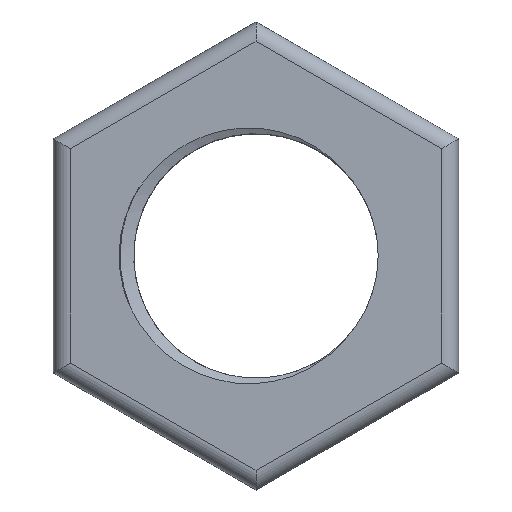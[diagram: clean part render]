
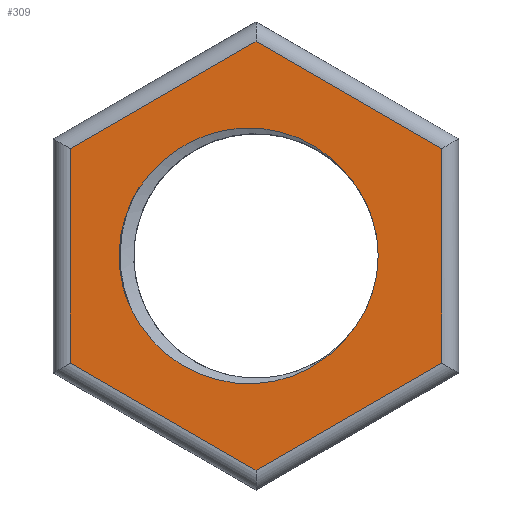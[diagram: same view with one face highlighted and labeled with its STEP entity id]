
A CAD part, top view. The second image highlights one B-rep face of the part: STEP entity #309.
In plain terms, the highlighted planar face has unit normal (0, 0, 1).
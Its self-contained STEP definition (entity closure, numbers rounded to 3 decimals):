
#113 = VERTEX_POINT('',#114);
#114 = CARTESIAN_POINT('',(-11.,6.351,8.));
#121 = EDGE_CURVE('',#113,#122,#124,.T.);
#122 = VERTEX_POINT('',#123);
#123 = CARTESIAN_POINT('',(0.,12.702,8.));
#124 = LINE('',#125,#126);
#125 = CARTESIAN_POINT('',(-11.5,6.062,8.));
#126 = VECTOR('',#127,1.);
#127 = DIRECTION('',(0.866,0.5,0.));
#264 = EDGE_CURVE('',#122,#265,#267,.T.);
#265 = VERTEX_POINT('',#266);
#266 = CARTESIAN_POINT('',(11.,6.351,8.));
#267 = LINE('',#268,#269);
#268 = CARTESIAN_POINT('',(-0.5,12.99,8.));
#269 = VECTOR('',#270,1.);
#270 = DIRECTION('',(0.866,-0.5,0.));
#291 = VERTEX_POINT('',#292);
#292 = CARTESIAN_POINT('',(-11.,-6.351,8.));
#299 = EDGE_CURVE('',#113,#291,#300,.T.);
#300 = LINE('',#301,#302);
#301 = CARTESIAN_POINT('',(-11.,6.928,8.));
#302 = VECTOR('',#303,1.);
#303 = DIRECTION('',(0.,-1.,0.));
#309 = ADVANCED_FACE('',(#310,#337),#483,.T.);
#310 = FACE_BOUND('',#311,.T.);
#311 = EDGE_LOOP('',(#312,#320,#328,#334,#335,#336));
#312 = ORIENTED_EDGE('',*,*,#313,.T.);
#313 = EDGE_CURVE('',#291,#314,#316,.T.);
#314 = VERTEX_POINT('',#315);
#315 = CARTESIAN_POINT('',(0.,-12.702,8.));
#316 = LINE('',#317,#318);
#317 = CARTESIAN_POINT('',(-11.5,-6.062,8.));
#318 = VECTOR('',#319,1.);
#319 = DIRECTION('',(0.866,-0.5,0.));
#320 = ORIENTED_EDGE('',*,*,#321,.T.);
#321 = EDGE_CURVE('',#314,#322,#324,.T.);
#322 = VERTEX_POINT('',#323);
#323 = CARTESIAN_POINT('',(11.,-6.351,8.));
#324 = LINE('',#325,#326);
#325 = CARTESIAN_POINT('',(-0.5,-12.99,8.));
#326 = VECTOR('',#327,1.);
#327 = DIRECTION('',(0.866,0.5,0.));
#328 = ORIENTED_EDGE('',*,*,#329,.F.);
#329 = EDGE_CURVE('',#265,#322,#330,.T.);
#330 = LINE('',#331,#332);
#331 = CARTESIAN_POINT('',(11.,6.928,8.));
#332 = VECTOR('',#333,1.);
#333 = DIRECTION('',(0.,-1.,0.));
#334 = ORIENTED_EDGE('',*,*,#264,.F.);
#335 = ORIENTED_EDGE('',*,*,#121,.F.);
#336 = ORIENTED_EDGE('',*,*,#299,.T.);
#337 = FACE_BOUND('',#338,.T.);
#338 = EDGE_LOOP('',(#339,#350,#359,#386,#442));
#339 = ORIENTED_EDGE('',*,*,#340,.T.);
#340 = EDGE_CURVE('',#341,#343,#345,.T.);
#341 = VERTEX_POINT('',#342);
#342 = CARTESIAN_POINT('',(5.118,5.118,8.));
#343 = VERTEX_POINT('',#344);
#344 = CARTESIAN_POINT('',(7.238,0.,8.));
#345 = CIRCLE('',#346,7.238);
#346 = AXIS2_PLACEMENT_3D('',#347,#348,#349);
#347 = CARTESIAN_POINT('',(0.,0.,8.));
#348 = DIRECTION('',(0.,0.,-1.));
#349 = DIRECTION('',(1.,0.,0.));
#350 = ORIENTED_EDGE('',*,*,#351,.T.);
#351 = EDGE_CURVE('',#343,#352,#354,.T.);
#352 = VERTEX_POINT('',#353);
#353 = CARTESIAN_POINT('',(5.118,-5.118,8.));
#354 = CIRCLE('',#355,7.238);
#355 = AXIS2_PLACEMENT_3D('',#356,#357,#358);
#356 = CARTESIAN_POINT('',(0.,0.,8.));
#357 = DIRECTION('',(0.,0.,-1.));
#358 = DIRECTION('',(1.,0.,0.));
#359 = ORIENTED_EDGE('',*,*,#360,.F.);
#360 = EDGE_CURVE('',#361,#352,#363,.T.);
#361 = VERTEX_POINT('',#362);
#362 = CARTESIAN_POINT('',(-7.437,-3.081,8.));
#363 = B_SPLINE_CURVE_WITH_KNOTS('',6,(#364,#365,#366,#367,#368,#369,
    #370,#371,#372,#373,#374,#375,#376,#377,#378,#379,#380,#381,#382,
    #383,#384,#385),.UNSPECIFIED.,.F.,.F.,(7,5,5,5,7),(0.,0.279
    ,0.538,0.776,1.),.UNSPECIFIED.);
#364 = CARTESIAN_POINT('',(-7.437,-3.081,8.));
#365 = CARTESIAN_POINT('',(-7.136,-3.713,8.));
#366 = CARTESIAN_POINT('',(-6.77,-4.314,8.));
#367 = CARTESIAN_POINT('',(-6.34,-4.874,8.));
#368 = CARTESIAN_POINT('',(-5.854,-5.386,8.));
#369 = CARTESIAN_POINT('',(-5.318,-5.842,8.));
#370 = CARTESIAN_POINT('',(-4.203,-6.6,8.));
#371 = CARTESIAN_POINT('',(-3.63,-6.911,8.));
#372 = CARTESIAN_POINT('',(-3.028,-7.164,8.));
#373 = CARTESIAN_POINT('',(-2.403,-7.355,8.));
#374 = CARTESIAN_POINT('',(-1.764,-7.481,8.));
#375 = CARTESIAN_POINT('',(-0.524,-7.597,8.));
#376 = CARTESIAN_POINT('',(0.076,-7.596,8.));
#377 = CARTESIAN_POINT('',(0.674,-7.539,8.));
#378 = CARTESIAN_POINT('',(1.264,-7.425,8.));
#379 = CARTESIAN_POINT('',(1.839,-7.255,8.));
#380 = CARTESIAN_POINT('',(2.912,-6.822,8.));
#381 = CARTESIAN_POINT('',(3.412,-6.565,8.));
#382 = CARTESIAN_POINT('',(3.888,-6.263,8.));
#383 = CARTESIAN_POINT('',(4.334,-5.919,8.));
#384 = CARTESIAN_POINT('',(4.746,-5.536,8.));
#385 = CARTESIAN_POINT('',(5.118,-5.118,8.));
#386 = ORIENTED_EDGE('',*,*,#387,.F.);
#387 = EDGE_CURVE('',#388,#361,#390,.T.);
#388 = VERTEX_POINT('',#389);
#389 = CARTESIAN_POINT('',(-7.437,3.081,8.));
#390 = B_SPLINE_CURVE_WITH_KNOTS('',8,(#391,#392,#393,#394,#395,#396,
    #397,#398,#399,#400,#401,#402,#403,#404,#405,#406,#407,#408,#409,
    #410,#411,#412,#413,#414,#415,#416,#417,#418,#419,#420,#421,#422,
    #423,#424,#425,#426,#427,#428,#429,#430,#431,#432,#433,#434,#435,
    #436,#437,#438,#439,#440,#441),.UNSPECIFIED.,.F.,.F.,(9,7,7,7,7,7,7,
    9),(0.,0.13,0.301,0.5,0.783,
    0.891,0.98,1.),.UNSPECIFIED.);
#391 = CARTESIAN_POINT('',(-7.437,3.081,8.));
#392 = CARTESIAN_POINT('',(-7.478,2.994,8.));
#393 = CARTESIAN_POINT('',(-7.519,2.905,8.));
#394 = CARTESIAN_POINT('',(-7.558,2.813,8.));
#395 = CARTESIAN_POINT('',(-7.596,2.72,8.));
#396 = CARTESIAN_POINT('',(-7.632,2.626,8.));
#397 = CARTESIAN_POINT('',(-7.667,2.531,8.));
#398 = CARTESIAN_POINT('',(-7.701,2.434,8.));
#399 = CARTESIAN_POINT('',(-7.775,2.209,8.));
#400 = CARTESIAN_POINT('',(-7.815,2.08,8.));
#401 = CARTESIAN_POINT('',(-7.852,1.949,8.));
#402 = CARTESIAN_POINT('',(-7.886,1.818,8.));
#403 = CARTESIAN_POINT('',(-7.917,1.685,8.));
#404 = CARTESIAN_POINT('',(-7.946,1.551,8.));
#405 = CARTESIAN_POINT('',(-7.972,1.417,8.));
#406 = CARTESIAN_POINT('',(-8.022,1.124,8.));
#407 = CARTESIAN_POINT('',(-8.046,0.965,8.));
#408 = CARTESIAN_POINT('',(-8.065,0.805,8.));
#409 = CARTESIAN_POINT('',(-8.081,0.645,8.));
#410 = CARTESIAN_POINT('',(-8.092,0.484,8.));
#411 = CARTESIAN_POINT('',(-8.1,0.323,8.));
#412 = CARTESIAN_POINT('',(-8.104,0.161,8.));
#413 = CARTESIAN_POINT('',(-8.104,-0.228,8.));
#414 = CARTESIAN_POINT('',(-8.096,-0.457,8.));
#415 = CARTESIAN_POINT('',(-8.081,-0.685,8.));
#416 = CARTESIAN_POINT('',(-8.057,-0.913,8.));
#417 = CARTESIAN_POINT('',(-8.026,-1.139,8.));
#418 = CARTESIAN_POINT('',(-7.987,-1.363,8.));
#419 = CARTESIAN_POINT('',(-7.94,-1.586,8.));
#420 = CARTESIAN_POINT('',(-7.865,-1.889,8.));
#421 = CARTESIAN_POINT('',(-7.843,-1.972,8.));
#422 = CARTESIAN_POINT('',(-7.821,-2.055,8.));
#423 = CARTESIAN_POINT('',(-7.797,-2.138,8.));
#424 = CARTESIAN_POINT('',(-7.772,-2.219,8.));
#425 = CARTESIAN_POINT('',(-7.746,-2.301,8.));
#426 = CARTESIAN_POINT('',(-7.719,-2.381,8.));
#427 = CARTESIAN_POINT('',(-7.668,-2.527,8.));
#428 = CARTESIAN_POINT('',(-7.644,-2.592,8.));
#429 = CARTESIAN_POINT('',(-7.619,-2.657,8.));
#430 = CARTESIAN_POINT('',(-7.594,-2.721,8.));
#431 = CARTESIAN_POINT('',(-7.569,-2.785,8.));
#432 = CARTESIAN_POINT('',(-7.542,-2.848,8.));
#433 = CARTESIAN_POINT('',(-7.515,-2.91,8.));
#434 = CARTESIAN_POINT('',(-7.482,-2.985,8.));
#435 = CARTESIAN_POINT('',(-7.475,-2.999,8.));
#436 = CARTESIAN_POINT('',(-7.469,-3.012,8.));
#437 = CARTESIAN_POINT('',(-7.463,-3.026,8.));
#438 = CARTESIAN_POINT('',(-7.456,-3.04,8.));
#439 = CARTESIAN_POINT('',(-7.45,-3.054,8.));
#440 = CARTESIAN_POINT('',(-7.444,-3.067,8.));
#441 = CARTESIAN_POINT('',(-7.437,-3.081,8.));
#442 = ORIENTED_EDGE('',*,*,#443,.F.);
#443 = EDGE_CURVE('',#341,#388,#444,.T.);
#444 = B_SPLINE_CURVE_WITH_KNOTS('',7,(#445,#446,#447,#448,#449,#450,
    #451,#452,#453,#454,#455,#456,#457,#458,#459,#460,#461,#462,#463,
    #464,#465,#466,#467,#468,#469,#470,#471,#472,#473,#474,#475,#476,
    #477,#478,#479,#480,#481,#482),.UNSPECIFIED.,.F.,.F.,(8,6,6,6,6,6,8)
  ,(0.,0.214,0.45,0.576,0.71,
    0.851,1.),.UNSPECIFIED.);
#445 = CARTESIAN_POINT('',(6.892,1.092,8.));
#446 = CARTESIAN_POINT('',(6.834,1.684,8.));
#447 = CARTESIAN_POINT('',(6.717,2.27,8.));
#448 = CARTESIAN_POINT('',(6.542,2.843,8.));
#449 = CARTESIAN_POINT('',(6.311,3.397,8.));
#450 = CARTESIAN_POINT('',(6.028,3.926,8.));
#451 = CARTESIAN_POINT('',(5.695,4.423,8.));
#452 = CARTESIAN_POINT('',(4.903,5.392,8.));
#453 = CARTESIAN_POINT('',(4.433,5.856,8.));
#454 = CARTESIAN_POINT('',(3.915,6.27,8.));
#455 = CARTESIAN_POINT('',(3.356,6.627,8.));
#456 = CARTESIAN_POINT('',(2.764,6.923,8.));
#457 = CARTESIAN_POINT('',(2.146,7.157,8.));
#458 = CARTESIAN_POINT('',(1.17,7.415,8.));
#459 = CARTESIAN_POINT('',(0.824,7.486,8.));
#460 = CARTESIAN_POINT('',(0.474,7.539,8.));
#461 = CARTESIAN_POINT('',(0.122,7.572,8.));
#462 = CARTESIAN_POINT('',(-0.231,7.586,8.));
#463 = CARTESIAN_POINT('',(-0.584,7.58,8.));
#464 = CARTESIAN_POINT('',(-1.308,7.53,8.));
#465 = CARTESIAN_POINT('',(-1.679,7.483,8.));
#466 = CARTESIAN_POINT('',(-2.047,7.415,8.));
#467 = CARTESIAN_POINT('',(-2.41,7.326,8.));
#468 = CARTESIAN_POINT('',(-2.768,7.217,8.));
#469 = CARTESIAN_POINT('',(-3.119,7.087,8.));
#470 = CARTESIAN_POINT('',(-3.821,6.783,8.));
#471 = CARTESIAN_POINT('',(-4.171,6.606,8.));
#472 = CARTESIAN_POINT('',(-4.511,6.408,8.));
#473 = CARTESIAN_POINT('',(-4.838,6.191,8.));
#474 = CARTESIAN_POINT('',(-5.152,5.955,8.));
#475 = CARTESIAN_POINT('',(-5.452,5.701,8.));
#476 = CARTESIAN_POINT('',(-6.038,5.144,8.));
#477 = CARTESIAN_POINT('',(-6.322,4.838,8.));
#478 = CARTESIAN_POINT('',(-6.587,4.515,8.));
#479 = CARTESIAN_POINT('',(-6.832,4.176,8.));
#480 = CARTESIAN_POINT('',(-7.056,3.823,8.));
#481 = CARTESIAN_POINT('',(-7.258,3.457,8.));
#482 = CARTESIAN_POINT('',(-7.437,3.081,8.));
#483 = PLANE('',#484);
#484 = AXIS2_PLACEMENT_3D('',#485,#486,#487);
#485 = CARTESIAN_POINT('',(0.,0.,8.));
#486 = DIRECTION('',(0.,0.,1.));
#487 = DIRECTION('',(1.,0.,0.));
